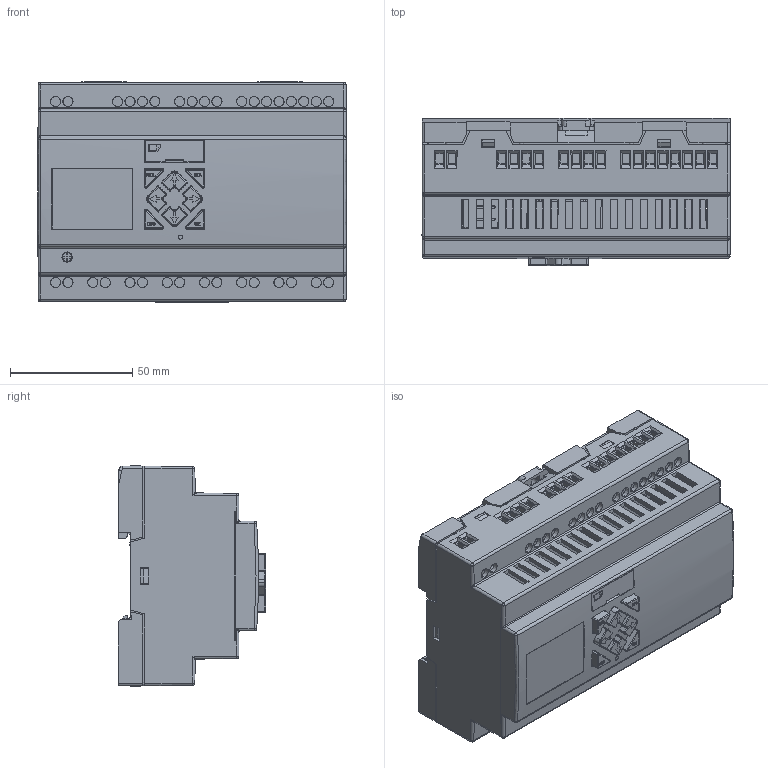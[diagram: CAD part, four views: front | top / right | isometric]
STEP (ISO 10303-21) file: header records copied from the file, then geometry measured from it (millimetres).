
FILE_DESCRIPTION(/* description */ (''),/* implementation_level */ '2;1');
FILE_NAME(/* name */ '3d_ LRK20RD024RS.stp',/* time_stamp */ '2024-01-18T15:30:07+01:00',/* author */ (''),/* organization */ (''),/* preprocessor_version */ 'ST-DEVELOPER v16.7',/* originating_system */ 'SIEMENS PLM Software NX 12.0',/* authorisation */ '');
FILE_SCHEMA (('AUTOMOTIVE_DESIGN { 1 0 10303 214 3 1 1 1 }'));
Products named in the file (1): 3d_ LRK20RD024RS
Bounding box: 126.22 x 60.2 x 90.1 mm (x, y, z)
Surface area: 114151.3 mm2 (no closed solid volume)
Topology: 0 solids, 128 shells, 2435 faces, 10671 edges, 8198 vertices
Faces by surface type: plane 1738, cylinder 288, bspline 266, cone 101, sphere 34, torus 8
Entity records: 137226 total; most frequent: CARTESIAN_POINT 55347, ORIENTED_EDGE 15573, DIRECTION 14166, EDGE_CURVE 10639, VERTEX_POINT 8197, LINE 7290, VECTOR 7290, AXIS2_PLACEMENT_3D 3438
